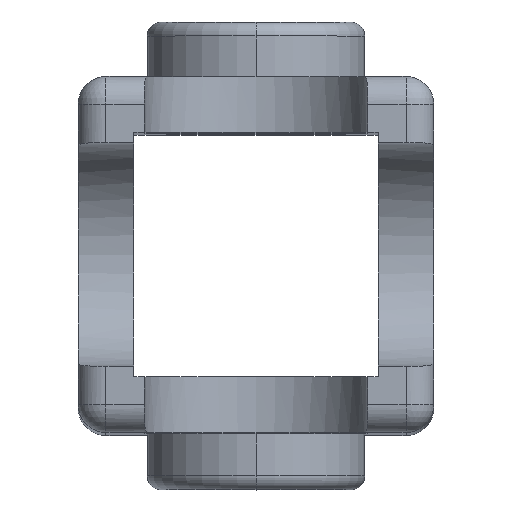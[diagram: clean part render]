
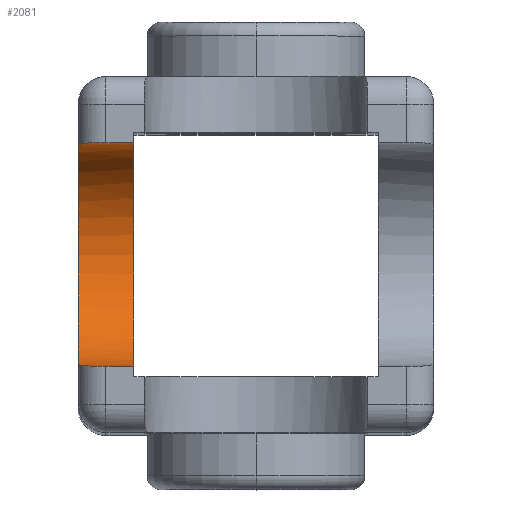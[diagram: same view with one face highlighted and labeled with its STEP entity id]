
A CAD part, top view. The second image highlights one B-rep face of the part: STEP entity #2081.
In plain terms, the highlighted cylindrical face has radius 4 mm (diameter 8 mm), a partial arc.
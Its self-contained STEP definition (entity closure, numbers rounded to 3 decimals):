
#104 = VERTEX_POINT ( 'NONE', #1272 ) ;
#130 = CARTESIAN_POINT ( 'NONE',  ( 17.47, 32.057, 82.061 ) ) ;
#202 = CARTESIAN_POINT ( 'NONE',  ( 17.47, 35.93, 81.061 ) ) ;
#515 = VERTEX_POINT ( 'NONE', #4902 ) ;
#522 = ORIENTED_EDGE ( 'NONE', *, *, #4935, .F. ) ;
#621 = DIRECTION ( 'NONE',  ( -1., 0., 0. ) ) ;
#707 = CIRCLE ( 'NONE', #2243, 4. ) ;
#741 = VERTEX_POINT ( 'NONE', #202 ) ;
#769 = DIRECTION ( 'NONE',  ( 1., 0., 0. ) ) ;
#795 = CARTESIAN_POINT ( 'NONE',  ( 18.47, 36.057, 82.061 ) ) ;
#1039 = CARTESIAN_POINT ( 'NONE',  ( 17.47, 36.057, 82.061 ) ) ;
#1100 = EDGE_CURVE ( 'NONE', #104, #1744, #1528, .T. ) ;
#1272 = CARTESIAN_POINT ( 'NONE',  ( 17.47, 28.184, 81.061 ) ) ;
#1405 = ORIENTED_EDGE ( 'NONE', *, *, #1882, .T. ) ;
#1487 = CARTESIAN_POINT ( 'NONE',  ( 19.47, 28.057, 82.061 ) ) ;
#1511 = ORIENTED_EDGE ( 'NONE', *, *, #4351, .T. ) ;
#1528 = B_SPLINE_CURVE_WITH_KNOTS ( 'NONE', 3,
 ( #1794, #2915, #2693, #2889, #2874, #3129, #3294, #3303, #3311, #3599 ),
 .UNSPECIFIED., .F., .F.,
 ( 4, 2, 2, 2, 4 ),
 ( 0., 0., 0.001, 0.001, 0.002 ),
 .UNSPECIFIED. ) ;
#1600 = DIRECTION ( 'NONE',  ( 0., 1., 0. ) ) ;
#1744 = VERTEX_POINT ( 'NONE', #4068 ) ;
#1794 = CARTESIAN_POINT ( 'NONE',  ( 17.47, 28.184, 81.061 ) ) ;
#1882 = EDGE_CURVE ( 'NONE', #5054, #741, #3158, .T. ) ;
#2037 = DIRECTION ( 'NONE',  ( 1., 0., 0. ) ) ;
#2081 = ADVANCED_FACE ( 'NONE', ( #3147 ), #5151, .F. ) ;
#2243 = AXIS2_PLACEMENT_3D ( 'NONE', #3459, #769, #3975 ) ;
#2616 = EDGE_LOOP ( 'NONE', ( #4143, #2792, #1511, #522, #5216, #1405 ) ) ;
#2664 = AXIS2_PLACEMENT_3D ( 'NONE', #130, #2037, #1600 ) ;
#2693 = CARTESIAN_POINT ( 'NONE',  ( 17.495, 28.124, 81.317 ) ) ;
#2720 = CARTESIAN_POINT ( 'NONE',  ( 17.47, 35.93, 81.061 ) ) ;
#2792 = ORIENTED_EDGE ( 'NONE', *, *, #1100, .T. ) ;
#2840 = DIRECTION ( 'NONE',  ( -1., 0., 0. ) ) ;
#2874 = CARTESIAN_POINT ( 'NONE',  ( 17.667, 28.075, 81.671 ) ) ;
#2889 = CARTESIAN_POINT ( 'NONE',  ( 17.594, 28.086, 81.559 ) ) ;
#2915 = CARTESIAN_POINT ( 'NONE',  ( 17.47, 28.15, 81.189 ) ) ;
#2988 = CARTESIAN_POINT ( 'NONE',  ( 17.47, 35.963, 81.189 ) ) ;
#2996 = CARTESIAN_POINT ( 'NONE',  ( 17.496, 35.989, 81.319 ) ) ;
#3043 = CARTESIAN_POINT ( 'NONE',  ( 17.594, 36.027, 81.559 ) ) ;
#3066 = CARTESIAN_POINT ( 'NONE',  ( 17.668, 36.039, 81.671 ) ) ;
#3083 = CARTESIAN_POINT ( 'NONE',  ( 17.852, 36.053, 81.857 ) ) ;
#3104 = CARTESIAN_POINT ( 'NONE',  ( 17.964, 36.055, 81.933 ) ) ;
#3129 = CARTESIAN_POINT ( 'NONE',  ( 17.852, 28.061, 81.857 ) ) ;
#3147 = FACE_OUTER_BOUND ( 'NONE', #2616, .T. ) ;
#3158 = B_SPLINE_CURVE_WITH_KNOTS ( 'NONE', 3,
 ( #3733, #3450, #3178, #3104, #3083, #3066, #3043, #2996, #2988, #2720 ),
 .UNSPECIFIED., .F., .F.,
 ( 4, 2, 2, 2, 4 ),
 ( 0., 0., 0.001, 0.001, 0.002 ),
 .UNSPECIFIED. ) ;
#3178 = CARTESIAN_POINT ( 'NONE',  ( 18.207, 36.057, 82.034 ) ) ;
#3264 = CARTESIAN_POINT ( 'NONE',  ( 19.47, 32.057, 82.061 ) ) ;
#3267 = AXIS2_PLACEMENT_3D ( 'NONE', #3264, #621, #3768 ) ;
#3294 = CARTESIAN_POINT ( 'NONE',  ( 17.964, 28.058, 81.933 ) ) ;
#3303 = CARTESIAN_POINT ( 'NONE',  ( 18.205, 28.056, 82.034 ) ) ;
#3311 = CARTESIAN_POINT ( 'NONE',  ( 18.338, 28.057, 82.061 ) ) ;
#3450 = CARTESIAN_POINT ( 'NONE',  ( 18.338, 36.057, 82.061 ) ) ;
#3459 = CARTESIAN_POINT ( 'NONE',  ( 17.47, 32.057, 82.061 ) ) ;
#3485 = VERTEX_POINT ( 'NONE', #1487 ) ;
#3599 = CARTESIAN_POINT ( 'NONE',  ( 18.47, 28.057, 82.061 ) ) ;
#3608 = DIRECTION ( 'NONE',  ( 1., 0., 0. ) ) ;
#3653 = CARTESIAN_POINT ( 'NONE',  ( 17.47, 28.057, 82.061 ) ) ;
#3733 = CARTESIAN_POINT ( 'NONE',  ( 18.47, 36.057, 82.061 ) ) ;
#3768 = DIRECTION ( 'NONE',  ( 0., -1., 0. ) ) ;
#3975 = DIRECTION ( 'NONE',  ( 0., 1., 0. ) ) ;
#4068 = CARTESIAN_POINT ( 'NONE',  ( 18.47, 28.057, 82.061 ) ) ;
#4143 = ORIENTED_EDGE ( 'NONE', *, *, #4647, .F. ) ;
#4170 = VECTOR ( 'NONE', #2840, 1000. ) ;
#4351 = EDGE_CURVE ( 'NONE', #1744, #3485, #4857, .T. ) ;
#4557 = VECTOR ( 'NONE', #3608, 1000. ) ;
#4610 = EDGE_CURVE ( 'NONE', #515, #5054, #5562, .T. ) ;
#4647 = EDGE_CURVE ( 'NONE', #104, #741, #707, .T. ) ;
#4857 = LINE ( 'NONE', #3653, #4557 ) ;
#4902 = CARTESIAN_POINT ( 'NONE',  ( 19.47, 36.057, 82.061 ) ) ;
#4935 = EDGE_CURVE ( 'NONE', #515, #3485, #5069, .T. ) ;
#5054 = VERTEX_POINT ( 'NONE', #795 ) ;
#5069 = CIRCLE ( 'NONE', #3267, 4. ) ;
#5151 = CYLINDRICAL_SURFACE ( 'NONE', #2664, 4. ) ;
#5216 = ORIENTED_EDGE ( 'NONE', *, *, #4610, .T. ) ;
#5562 = LINE ( 'NONE', #1039, #4170 ) ;
